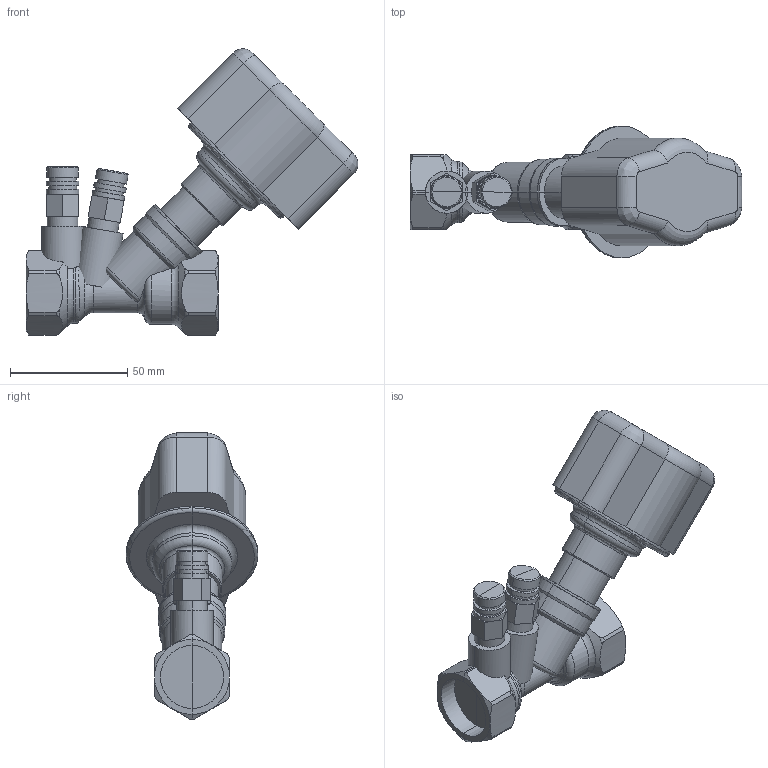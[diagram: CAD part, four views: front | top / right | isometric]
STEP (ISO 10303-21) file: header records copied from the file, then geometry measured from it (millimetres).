
FILE_DESCRIPTION(('CATIA V5 STEP Exchange','CAx-IF Rec.Pracs.--- Model Styling and Organization---1.4--- 2014-01-23','CAx-IF Rec.Pracs.---3D Tessellated Data Validation Properties---0.5---2014-09-14'),'2;1');
FILE_NAME('STEP_130500_-_TST.stp','2021-10-11T13:47:01+00:00',('none'),('none'),'CATIA Version 5-6 Release 2019 SP3','CATIA V5 STEP AP242 v1','none');
FILE_SCHEMA(('AP242_MANAGED_MODEL_BASED_3D_ENGINEERING_MIM_LF {1 0 10303 442 1 1 4}'));
Length unit declared in the file: millimetre
Products named in the file (1): 130500 - TST
Bounding box: 141.7 x 56.3 x 122.2 mm (x, y, z)
Volume: 195253.5 mm3; surface area: 35591.3 mm2
Topology: 5 solids, 5 shells, 257 faces, 699 edges, 454 vertices
Faces by surface type: plane 99, cylinder 82, torus 40, cone 32, bspline 4
Entity records: 9387 total; most frequent: CARTESIAN_POINT 3403, ORIENTED_EDGE 1398, DIRECTION 955, EDGE_CURVE 699, AXIS2_PLACEMENT_3D 483, VERTEX_POINT 454, EDGE_LOOP 259, ADVANCED_FACE 257
